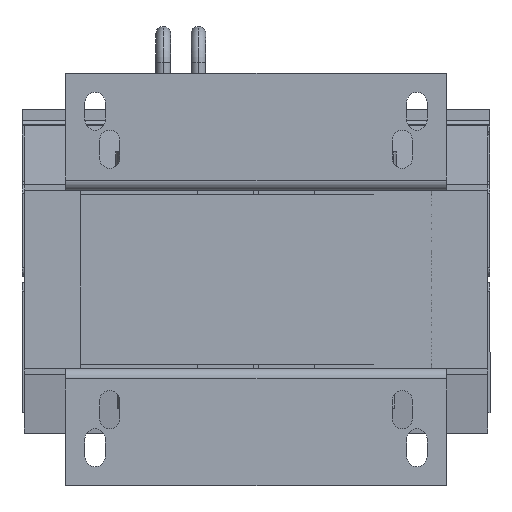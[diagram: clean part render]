
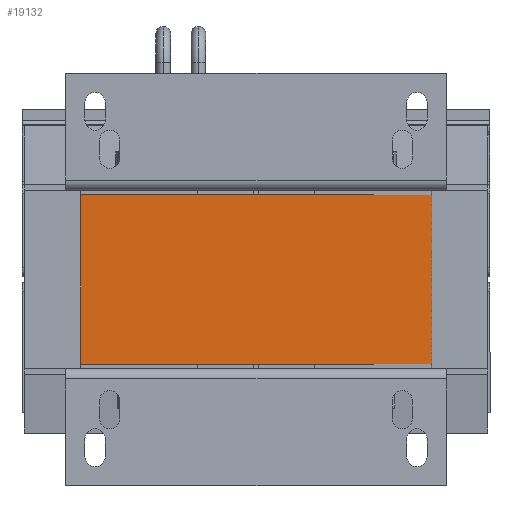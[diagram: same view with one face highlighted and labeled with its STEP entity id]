
A CAD part, front view. The second image highlights one B-rep face of the part: STEP entity #19132.
In plain terms, the highlighted planar face has unit normal (0, -1, 0).
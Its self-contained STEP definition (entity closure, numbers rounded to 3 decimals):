
#153 = DIRECTION ( 'NONE',  ( 0., 1., 0. ) ) ;
#184 = DIRECTION ( 'NONE',  ( 1., 0., 0. ) ) ;
#283 = EDGE_CURVE ( 'NONE', #2233, #14984, #539, .T. ) ;
#539 = LINE ( 'NONE', #17239, #9473 ) ;
#1832 = VECTOR ( 'NONE', #22832, 1000. ) ;
#2188 = LINE ( 'NONE', #7396, #6482 ) ;
#2233 = VERTEX_POINT ( 'NONE', #15490 ) ;
#2726 = AXIS2_PLACEMENT_3D ( 'NONE', #7623, #153, #22481 ) ;
#3206 = CARTESIAN_POINT ( 'NONE',  ( 60., -100., 29. ) ) ;
#3463 = EDGE_CURVE ( 'NONE', #14342, #5690, #21186, .T. ) ;
#4069 = EDGE_CURVE ( 'NONE', #5690, #12843, #23450, .T. ) ;
#4160 = CARTESIAN_POINT ( 'NONE',  ( 40.001, -100., -29. ) ) ;
#4168 = ORIENTED_EDGE ( 'NONE', *, *, #17269, .T. ) ;
#4511 = CARTESIAN_POINT ( 'NONE',  ( 60., -100., 29. ) ) ;
#4513 = VECTOR ( 'NONE', #17906, 1000. ) ;
#4543 = VERTEX_POINT ( 'NONE', #10232 ) ;
#4676 = CARTESIAN_POINT ( 'NONE',  ( 60., -100., -29. ) ) ;
#5307 = VERTEX_POINT ( 'NONE', #10234 ) ;
#5690 = VERTEX_POINT ( 'NONE', #20025 ) ;
#5889 = EDGE_CURVE ( 'NONE', #16415, #21942, #6701, .T. ) ;
#6102 = CARTESIAN_POINT ( 'NONE',  ( 60., -100., -29. ) ) ;
#6482 = VECTOR ( 'NONE', #15003, 1000. ) ;
#6590 = ORIENTED_EDGE ( 'NONE', *, *, #20277, .F. ) ;
#6696 = DIRECTION ( 'NONE',  ( 1., 0., 0. ) ) ;
#6701 = LINE ( 'NONE', #6102, #1832 ) ;
#7396 = CARTESIAN_POINT ( 'NONE',  ( 60., -100., 29. ) ) ;
#7494 = ORIENTED_EDGE ( 'NONE', *, *, #15300, .F. ) ;
#7623 = CARTESIAN_POINT ( 'NONE',  ( 60., -100., 29. ) ) ;
#7752 = VECTOR ( 'NONE', #6696, 1000. ) ;
#7845 = VECTOR ( 'NONE', #21265, 1000. ) ;
#7882 = CARTESIAN_POINT ( 'NONE',  ( 60., -100., -29. ) ) ;
#8055 = ORIENTED_EDGE ( 'NONE', *, *, #18874, .F. ) ;
#8372 = CARTESIAN_POINT ( 'NONE',  ( 60., -100., 29. ) ) ;
#9473 = VECTOR ( 'NONE', #17324, 1000. ) ;
#9694 = PLANE ( 'NONE',  #2726 ) ;
#10232 = CARTESIAN_POINT ( 'NONE',  ( -60., -100., -29. ) ) ;
#10234 = CARTESIAN_POINT ( 'NONE',  ( -60., -100., 29. ) ) ;
#10417 = CARTESIAN_POINT ( 'NONE',  ( 60., -100., 29. ) ) ;
#11197 = CARTESIAN_POINT ( 'NONE',  ( 60., -100., 29. ) ) ;
#11709 = VECTOR ( 'NONE', #14270, 1000. ) ;
#11861 = LINE ( 'NONE', #7882, #7845 ) ;
#12416 = CARTESIAN_POINT ( 'NONE',  ( -60., -100., 29. ) ) ;
#12646 = FACE_OUTER_BOUND ( 'NONE', #16273, .T. ) ;
#12659 = LINE ( 'NONE', #4676, #7752 ) ;
#12843 = VERTEX_POINT ( 'NONE', #22581 ) ;
#13955 = VECTOR ( 'NONE', #21297, 1000. ) ;
#14270 = DIRECTION ( 'NONE',  ( 0., 0., -1. ) ) ;
#14342 = VERTEX_POINT ( 'NONE', #15122 ) ;
#14701 = VECTOR ( 'NONE', #184, 1000. ) ;
#14984 = VERTEX_POINT ( 'NONE', #4160 ) ;
#15003 = DIRECTION ( 'NONE',  ( 0., 0., -1. ) ) ;
#15122 = CARTESIAN_POINT ( 'NONE',  ( 40., -100., 29. ) ) ;
#15300 = EDGE_CURVE ( 'NONE', #5307, #14342, #22463, .T. ) ;
#15464 = ORIENTED_EDGE ( 'NONE', *, *, #4069, .F. ) ;
#15490 = CARTESIAN_POINT ( 'NONE',  ( 40., -100., -29. ) ) ;
#15798 = EDGE_CURVE ( 'NONE', #4543, #2233, #12659, .T. ) ;
#16273 = EDGE_LOOP ( 'NONE', ( #18535, #23712, #4168, #18643, #6590, #8055, #15464, #18216, #7494, #16942 ) ) ;
#16415 = VERTEX_POINT ( 'NONE', #20283 ) ;
#16942 = ORIENTED_EDGE ( 'NONE', *, *, #20048, .T. ) ;
#17239 = CARTESIAN_POINT ( 'NONE',  ( 60., -100., -29. ) ) ;
#17269 = EDGE_CURVE ( 'NONE', #14984, #16415, #11861, .T. ) ;
#17324 = DIRECTION ( 'NONE',  ( 1., 0., 0. ) ) ;
#17906 = DIRECTION ( 'NONE',  ( 1., 0., 0. ) ) ;
#18125 = DIRECTION ( 'NONE',  ( 1., 0., 0. ) ) ;
#18216 = ORIENTED_EDGE ( 'NONE', *, *, #3463, .F. ) ;
#18535 = ORIENTED_EDGE ( 'NONE', *, *, #15798, .T. ) ;
#18643 = ORIENTED_EDGE ( 'NONE', *, *, #5889, .T. ) ;
#18874 = EDGE_CURVE ( 'NONE', #12843, #21086, #20764, .T. ) ;
#19132 = ADVANCED_FACE ( 'NONE', ( #12646 ), #9694, .F. ) ;
#19147 = VECTOR ( 'NONE', #18125, 1000. ) ;
#20025 = CARTESIAN_POINT ( 'NONE',  ( 40.001, -100., 29. ) ) ;
#20048 = EDGE_CURVE ( 'NONE', #5307, #4543, #21526, .T. ) ;
#20277 = EDGE_CURVE ( 'NONE', #21086, #21942, #2188, .T. ) ;
#20283 = CARTESIAN_POINT ( 'NONE',  ( 60., -100., -29. ) ) ;
#20764 = LINE ( 'NONE', #11197, #14701 ) ;
#21086 = VERTEX_POINT ( 'NONE', #4511 ) ;
#21186 = LINE ( 'NONE', #8372, #13955 ) ;
#21265 = DIRECTION ( 'NONE',  ( 1., 0., 0. ) ) ;
#21297 = DIRECTION ( 'NONE',  ( 1., 0., 0. ) ) ;
#21526 = LINE ( 'NONE', #12416, #11709 ) ;
#21942 = VERTEX_POINT ( 'NONE', #23674 ) ;
#22463 = LINE ( 'NONE', #3206, #4513 ) ;
#22481 = DIRECTION ( 'NONE',  ( 0., 0., 1. ) ) ;
#22581 = CARTESIAN_POINT ( 'NONE',  ( 60., -100., 29. ) ) ;
#22832 = DIRECTION ( 'NONE',  ( 1., 0., 0. ) ) ;
#23450 = LINE ( 'NONE', #10417, #19147 ) ;
#23674 = CARTESIAN_POINT ( 'NONE',  ( 60., -100., -29. ) ) ;
#23712 = ORIENTED_EDGE ( 'NONE', *, *, #283, .T. ) ;
